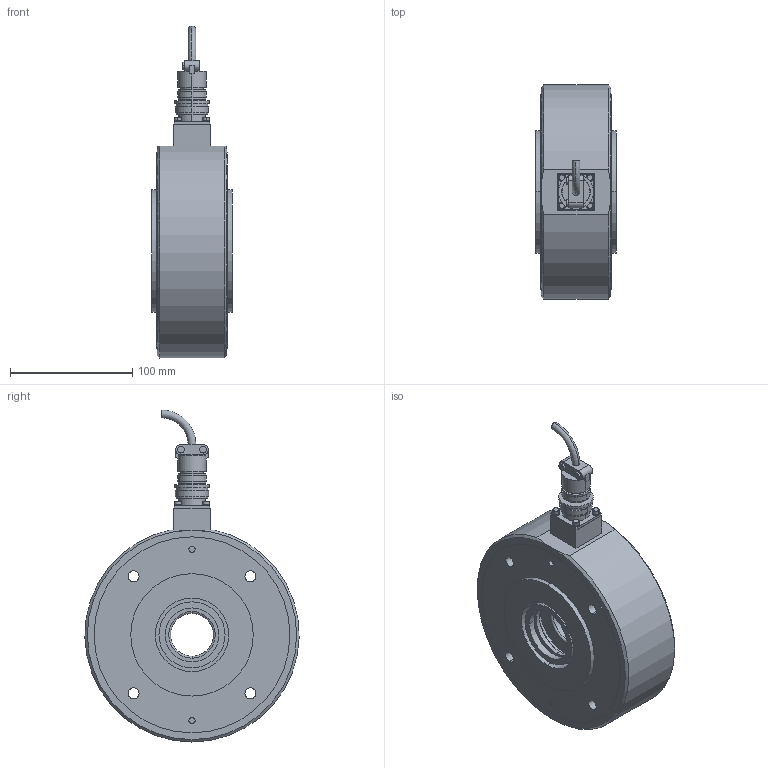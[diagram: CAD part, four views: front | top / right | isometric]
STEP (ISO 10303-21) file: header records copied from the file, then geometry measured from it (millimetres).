
FILE_DESCRIPTION((''),'2;1');
FILE_NAME('50217.stp','2007-09-21T16:07:26',(''),(''),'Mechanical Desktop 2007','Mechanical Desktop 2007',', , ');
FILE_SCHEMA(('CONFIG_CONTROL_DESIGN'));
Length unit declared in the file: millimetre
Products named in the file (28): ZEICHNUNG7; L50217; L4943004; TEIL1AA; L48573; TEIL1AAAA; L49016; TEIL1; L49026; TEIL1A; I-6KT_SCHRAUBE_M3X25; I-6KT_SCHRAUBE_M3X25A; I-6KT_SCHRAUBE_M6X50NKA; I-6KT_SCHRAUBE_M6X50NK; FEDERRING_M3A; FEDERRING_M3; SICHERUNGSRING_J80; SICHERUNGSRING_J80A; V_RING_V45A; V_RING_V45AA; L4340401; TEIL1AAA; FLANSCHDOSE_14S-2P_4-POLIGA; FLANSCHDOSE_14S-2P_4-POLIG; PENDELKUGELLAGER_1307TV; PENDELKUGELLAGER_1307TVA; RM_SDB; RM_SDBA
Assembly tree (39 placements, depth 4):
  ZEICHNUNG7
    L50217
      L4943004
        TEIL1AA
      L48573
        TEIL1AAAA
      L49016
        TEIL1
      L49026
        TEIL1A
      I-6KT_SCHRAUBE_M3X25  x4
        I-6KT_SCHRAUBE_M3X25A
      I-6KT_SCHRAUBE_M6X50NKA
        I-6KT_SCHRAUBE_M6X50NK
      FEDERRING_M3A  x4
        FEDERRING_M3
      SICHERUNGSRING_J80
        SICHERUNGSRING_J80A
      V_RING_V45A  x2
        V_RING_V45AA
      L4340401  x2
        TEIL1AAA
      FLANSCHDOSE_14S-2P_4-POLIGA
        FLANSCHDOSE_14S-2P_4-POLIG
      PENDELKUGELLAGER_1307TV
        PENDELKUGELLAGER_1307TVA
      RM_SDB  x3
    RM_SDBA  x3
Bounding box: 65.9 x 174.96 x 271.15 mm (x, y, z)
Volume: 1289844.2 mm3; surface area: 266602.8 mm2
Topology: 20 solids, 20 shells, 384 faces, 895 edges, 585 vertices
Faces by surface type: cylinder 229, plane 99, cone 32, torus 20, bspline 4
Entity records: 10016 total; most frequent: DIRECTION 1846, CARTESIAN_POINT 1681, ORIENTED_EDGE 1384, AXIS2_PLACEMENT_3D 797, EDGE_CURVE 692, VERTEX_POINT 458, CIRCLE 436, EDGE_LOOP 416
